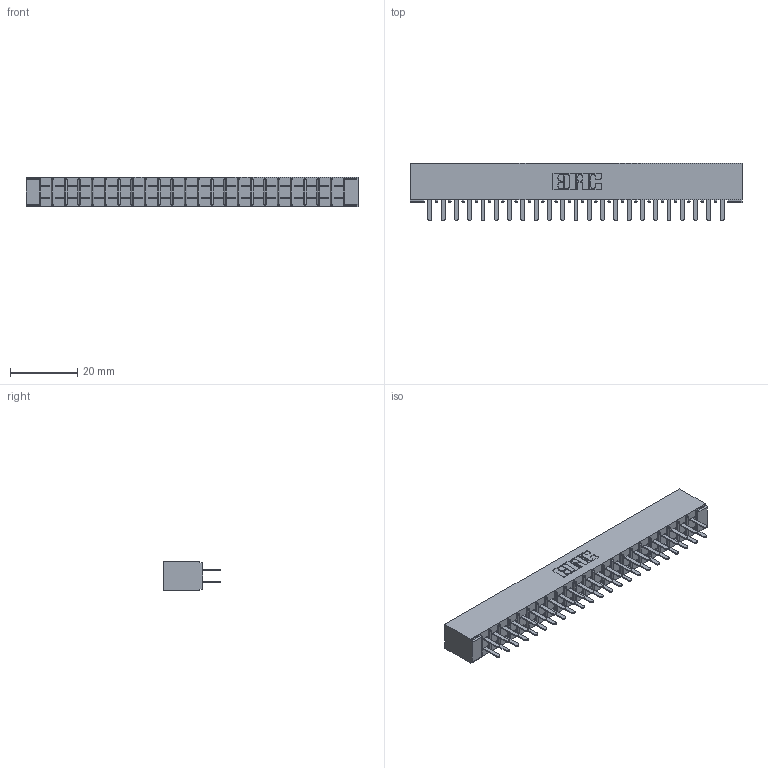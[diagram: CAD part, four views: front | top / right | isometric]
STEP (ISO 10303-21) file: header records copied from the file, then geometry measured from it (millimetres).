
FILE_DESCRIPTION (( 'STEP AP203' ), '1' );
FILE_NAME ('315-046-520-201.STEP', '2019-09-10T17:59:09', ( '' ), ( '' ), 'SwSTEP 2.0', 'SolidWorks 2016', '' );
FILE_SCHEMA (( 'CONFIG_CONTROL_DESIGN' ));
Length unit declared in the file: inch
Products named in the file (3): 305 Part_No Mounting; 305-290-001_520; 315-046-520-201
Assembly tree (47 placements, depth 2):
  315-046-520-201
    305 Part_No Mounting
    305-290-001_520  x46
Bounding box: 99.01 x 17.09 x 8.71 mm (x, y, z)
Volume: 6398.9 mm3; surface area: 12731.1 mm2
Topology: 47 solids, 47 shells, 2224 faces, 6341 edges, 4102 vertices
Faces by surface type: plane 1306, cylinder 826, sphere 92
Entity records: 26818 total; most frequent: CARTESIAN_POINT 4435, ORIENTED_EDGE 4398, DIRECTION 4303, EDGE_CURVE 2199, LINE 1763, VECTOR 1763, VERTEX_POINT 1402, AXIS2_PLACEMENT_3D 1270
